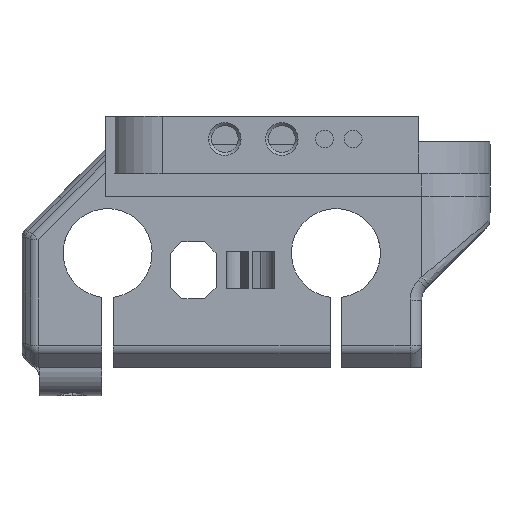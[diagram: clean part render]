
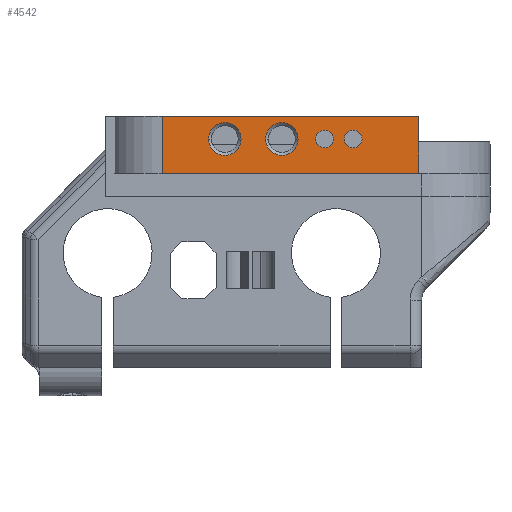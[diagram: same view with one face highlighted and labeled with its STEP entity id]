
A CAD part, left-side view. The second image highlights one B-rep face of the part: STEP entity #4542.
In plain terms, the highlighted planar face has unit normal (-1, 0, 0).
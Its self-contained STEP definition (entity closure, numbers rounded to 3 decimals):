
#55 = CARTESIAN_POINT ( 'NONE',  ( 115.717, -109.43, 107.65 ) ) ;
#66 = DIRECTION ( 'NONE',  ( 0., 0., 1. ) ) ;
#178 = DIRECTION ( 'NONE',  ( 0., -1., 0. ) ) ;
#184 = CIRCLE ( 'NONE', #11190, 1.55 ) ;
#400 = DIRECTION ( 'NONE',  ( -1., 0., 0. ) ) ;
#846 = ORIENTED_EDGE ( 'NONE', *, *, #7984, .F. ) ;
#881 = EDGE_CURVE ( 'NONE', #6117, #18716, #4292, .T. ) ;
#1066 = ORIENTED_EDGE ( 'NONE', *, *, #4848, .F. ) ;
#1105 = CARTESIAN_POINT ( 'NONE',  ( 115.717, -115.429, 75.772 ) ) ;
#1331 = DIRECTION ( 'NONE',  ( 0., -1., 0. ) ) ;
#1420 = DIRECTION ( 'NONE',  ( 0., -1., 0. ) ) ;
#1673 = ORIENTED_EDGE ( 'NONE', *, *, #15983, .F. ) ;
#1770 = CARTESIAN_POINT ( 'NONE',  ( 115.717, -115.429, 77.672 ) ) ;
#2329 = VERTEX_POINT ( 'NONE', #3984 ) ;
#2428 = DIRECTION ( 'NONE',  ( 0., 0., 1. ) ) ;
#2528 = LINE ( 'NONE', #5484, #7963 ) ;
#2601 = DIRECTION ( 'NONE',  ( 0., -1., 0. ) ) ;
#2769 = ORIENTED_EDGE ( 'NONE', *, *, #3063, .T. ) ;
#2857 = AXIS2_PLACEMENT_3D ( 'NONE', #8810, #14559, #1420 ) ;
#2945 = VERTEX_POINT ( 'NONE', #1770 ) ;
#3063 = EDGE_CURVE ( 'NONE', #4535, #13093, #18871, .T. ) ;
#3099 = VERTEX_POINT ( 'NONE', #8518 ) ;
#3111 = CIRCLE ( 'NONE', #9267, 1.55 ) ;
#3413 = CARTESIAN_POINT ( 'NONE',  ( 115.717, -115.429, 74.222 ) ) ;
#3422 = CIRCLE ( 'NONE', #13227, 1.55 ) ;
#3794 = CIRCLE ( 'NONE', #14531, 2.85 ) ;
#3930 = DIRECTION ( 'NONE',  ( 1., 0., 0. ) ) ;
#3984 = CARTESIAN_POINT ( 'NONE',  ( 115.717, -115.429, 80.772 ) ) ;
#4292 = LINE ( 'NONE', #5838, #10049 ) ;
#4373 = CARTESIAN_POINT ( 'NONE',  ( 115.717, -115.429, 96.722 ) ) ;
#4535 = VERTEX_POINT ( 'NONE', #55 ) ;
#4542 = ADVANCED_FACE ( 'NONE', ( #18660, #15778, #7033, #18947, #8596 ), #8782, .T. ) ;
#4614 = CARTESIAN_POINT ( 'NONE',  ( 115.717, -119.43, 107.65 ) ) ;
#4848 = EDGE_CURVE ( 'NONE', #2945, #2329, #3111, .T. ) ;
#5269 = VERTEX_POINT ( 'NONE', #5559 ) ;
#5484 = CARTESIAN_POINT ( 'NONE',  ( 115.717, -109.43, 107.65 ) ) ;
#5504 = DIRECTION ( 'NONE',  ( -1., 0., 0. ) ) ;
#5522 = CARTESIAN_POINT ( 'NONE',  ( 115.717, -109.43, 107.65 ) ) ;
#5556 = AXIS2_PLACEMENT_3D ( 'NONE', #4373, #17441, #178 ) ;
#5559 = CARTESIAN_POINT ( 'NONE',  ( 115.717, -115.429, 89.572 ) ) ;
#5838 = CARTESIAN_POINT ( 'NONE',  ( 115.717, -119.43, 93.099 ) ) ;
#5996 = DIRECTION ( 'NONE',  ( -1., 0., 0. ) ) ;
#6117 = VERTEX_POINT ( 'NONE', #4614 ) ;
#6162 = ORIENTED_EDGE ( 'NONE', *, *, #881, .F. ) ;
#6391 = CARTESIAN_POINT ( 'NONE',  ( 115.717, -109.43, 62.769 ) ) ;
#6731 = DIRECTION ( 'NONE',  ( -1., 0., 0. ) ) ;
#6743 = ORIENTED_EDGE ( 'NONE', *, *, #16518, .T. ) ;
#6815 = CARTESIAN_POINT ( 'NONE',  ( 115.717, -115.429, 86.722 ) ) ;
#6824 = CIRCLE ( 'NONE', #2857, 2.85 ) ;
#7033 = FACE_BOUND ( 'NONE', #7065, .T. ) ;
#7065 = EDGE_LOOP ( 'NONE', ( #8025, #1066 ) ) ;
#7513 = VECTOR ( 'NONE', #7567, 1000. ) ;
#7556 = CIRCLE ( 'NONE', #12147, 2.85 ) ;
#7567 = DIRECTION ( 'NONE',  ( 0., 1., 0. ) ) ;
#7631 = CARTESIAN_POINT ( 'NONE',  ( 115.717, -109.43, 62.769 ) ) ;
#7879 = CARTESIAN_POINT ( 'NONE',  ( 115.717, -115.429, 79.222 ) ) ;
#7963 = VECTOR ( 'NONE', #9717, 1000. ) ;
#7984 = EDGE_CURVE ( 'NONE', #4535, #6117, #2528, .T. ) ;
#8023 = EDGE_LOOP ( 'NONE', ( #8370, #16017 ) ) ;
#8025 = ORIENTED_EDGE ( 'NONE', *, *, #18009, .F. ) ;
#8370 = ORIENTED_EDGE ( 'NONE', *, *, #18279, .T. ) ;
#8428 = DIRECTION ( 'NONE',  ( 0., 0., -1. ) ) ;
#8518 = CARTESIAN_POINT ( 'NONE',  ( 115.717, -115.429, 93.872 ) ) ;
#8596 = FACE_OUTER_BOUND ( 'NONE', #11944, .T. ) ;
#8638 = DIRECTION ( 'NONE',  ( 1., 0., 0. ) ) ;
#8782 = PLANE ( 'NONE',  #9838 ) ;
#8810 = CARTESIAN_POINT ( 'NONE',  ( 115.717, -115.429, 86.722 ) ) ;
#9116 = DIRECTION ( 'NONE',  ( 0., 0., 1. ) ) ;
#9191 = VERTEX_POINT ( 'NONE', #14613 ) ;
#9267 = AXIS2_PLACEMENT_3D ( 'NONE', #15569, #6731, #2428 ) ;
#9277 = LINE ( 'NONE', #6391, #12863 ) ;
#9393 = DIRECTION ( 'NONE',  ( -1., 0., 0. ) ) ;
#9526 = EDGE_LOOP ( 'NONE', ( #14992, #1673 ) ) ;
#9712 = EDGE_LOOP ( 'NONE', ( #6743, #10138 ) ) ;
#9717 = DIRECTION ( 'NONE',  ( 0., -1., 0. ) ) ;
#9833 = ORIENTED_EDGE ( 'NONE', *, *, #15628, .F. ) ;
#9838 = AXIS2_PLACEMENT_3D ( 'NONE', #14432, #5504, #11365 ) ;
#10049 = VECTOR ( 'NONE', #10255, 1000. ) ;
#10057 = CARTESIAN_POINT ( 'NONE',  ( 115.717, -115.429, 96.722 ) ) ;
#10138 = ORIENTED_EDGE ( 'NONE', *, *, #12664, .T. ) ;
#10255 = DIRECTION ( 'NONE',  ( 0., 0., -1. ) ) ;
#10283 = CIRCLE ( 'NONE', #15456, 1.55 ) ;
#10451 = EDGE_CURVE ( 'NONE', #13093, #18189, #9277, .T. ) ;
#11056 = EDGE_CURVE ( 'NONE', #11653, #9191, #3422, .T. ) ;
#11190 = AXIS2_PLACEMENT_3D ( 'NONE', #3413, #5996, #66 ) ;
#11282 = EDGE_CURVE ( 'NONE', #3099, #11776, #13235, .T. ) ;
#11365 = DIRECTION ( 'NONE',  ( 0., -1., 0. ) ) ;
#11653 = VERTEX_POINT ( 'NONE', #1105 ) ;
#11776 = VERTEX_POINT ( 'NONE', #15970 ) ;
#11944 = EDGE_LOOP ( 'NONE', ( #13702, #9833, #6162, #846, #2769 ) ) ;
#12061 = DIRECTION ( 'NONE',  ( 0., -1., 0. ) ) ;
#12072 = LINE ( 'NONE', #16394, #7513 ) ;
#12147 = AXIS2_PLACEMENT_3D ( 'NONE', #6815, #3930, #2601 ) ;
#12285 = DIRECTION ( 'NONE',  ( 0., 0., 1. ) ) ;
#12664 = EDGE_CURVE ( 'NONE', #15627, #5269, #6824, .T. ) ;
#12842 = VECTOR ( 'NONE', #8428, 1000. ) ;
#12863 = VECTOR ( 'NONE', #12061, 1000. ) ;
#13093 = VERTEX_POINT ( 'NONE', #7631 ) ;
#13227 = AXIS2_PLACEMENT_3D ( 'NONE', #18231, #9393, #9116 ) ;
#13235 = CIRCLE ( 'NONE', #5556, 2.85 ) ;
#13394 = CARTESIAN_POINT ( 'NONE',  ( 115.717, -119.43, 62.769 ) ) ;
#13517 = CARTESIAN_POINT ( 'NONE',  ( 115.717, -115.429, 83.872 ) ) ;
#13702 = ORIENTED_EDGE ( 'NONE', *, *, #10451, .T. ) ;
#14432 = CARTESIAN_POINT ( 'NONE',  ( 115.717, -109.43, 93.099 ) ) ;
#14531 = AXIS2_PLACEMENT_3D ( 'NONE', #10057, #8638, #1331 ) ;
#14559 = DIRECTION ( 'NONE',  ( 1., 0., 0. ) ) ;
#14613 = CARTESIAN_POINT ( 'NONE',  ( 115.717, -115.429, 72.672 ) ) ;
#14992 = ORIENTED_EDGE ( 'NONE', *, *, #11056, .F. ) ;
#15456 = AXIS2_PLACEMENT_3D ( 'NONE', #7879, #400, #12285 ) ;
#15569 = CARTESIAN_POINT ( 'NONE',  ( 115.717, -115.429, 79.222 ) ) ;
#15627 = VERTEX_POINT ( 'NONE', #13517 ) ;
#15628 = EDGE_CURVE ( 'NONE', #18716, #18189, #12072, .T. ) ;
#15778 = FACE_BOUND ( 'NONE', #8023, .T. ) ;
#15970 = CARTESIAN_POINT ( 'NONE',  ( 115.717, -115.429, 99.572 ) ) ;
#15983 = EDGE_CURVE ( 'NONE', #9191, #11653, #184, .T. ) ;
#16017 = ORIENTED_EDGE ( 'NONE', *, *, #11282, .T. ) ;
#16394 = CARTESIAN_POINT ( 'NONE',  ( 115.717, -119.43, 62.769 ) ) ;
#16518 = EDGE_CURVE ( 'NONE', #5269, #15627, #7556, .T. ) ;
#17441 = DIRECTION ( 'NONE',  ( 1., 0., 0. ) ) ;
#18009 = EDGE_CURVE ( 'NONE', #2329, #2945, #10283, .T. ) ;
#18189 = VERTEX_POINT ( 'NONE', #18890 ) ;
#18231 = CARTESIAN_POINT ( 'NONE',  ( 115.717, -115.429, 74.222 ) ) ;
#18279 = EDGE_CURVE ( 'NONE', #11776, #3099, #3794, .T. ) ;
#18660 = FACE_BOUND ( 'NONE', #9712, .T. ) ;
#18716 = VERTEX_POINT ( 'NONE', #13394 ) ;
#18871 = LINE ( 'NONE', #5522, #12842 ) ;
#18890 = CARTESIAN_POINT ( 'NONE',  ( 115.717, -114.93, 62.769 ) ) ;
#18947 = FACE_BOUND ( 'NONE', #9526, .T. ) ;
